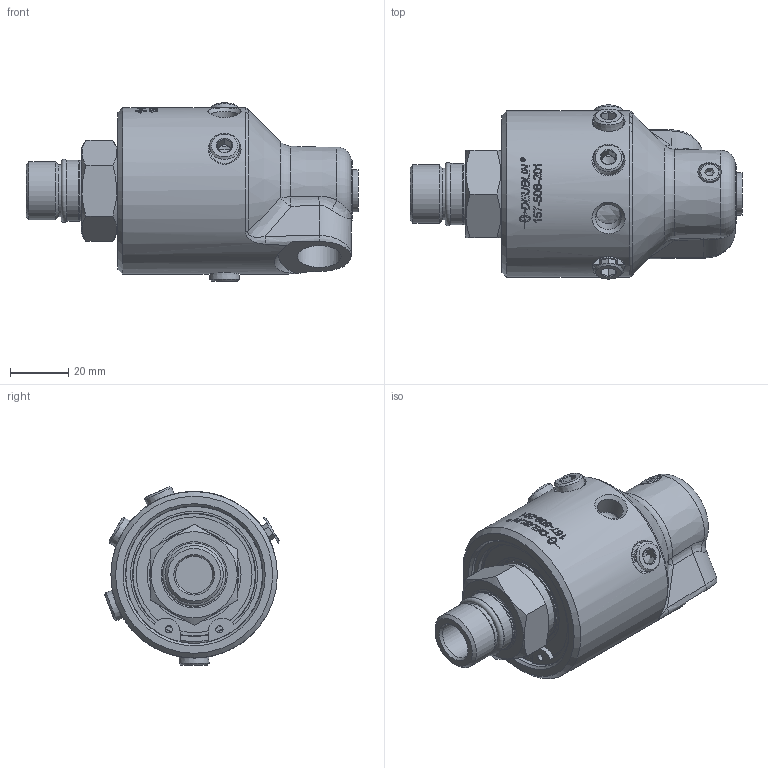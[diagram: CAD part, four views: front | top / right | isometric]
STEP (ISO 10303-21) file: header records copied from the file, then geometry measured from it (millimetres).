
FILE_DESCRIPTION(/* description */ (''),/* implementation_level */ '2;1');
FILE_NAME(/* name */ '157-508-201-IC.stp',/* time_stamp */ '2021-12-27T07:51:53+01:00',/* author */ ('mskipas'),/* organization */ (''),/* preprocessor_version */ 'ST-DEVELOPER v18.1',/* originating_system */ 'Autodesk Inventor 2022',/* authorisation */ '');
FILE_SCHEMA (('AUTOMOTIVE_DESIGN { 1 0 10303 214 3 1 1 }'));
Length unit declared in the file: millimetre
Products named in the file (1): 157-508-201-IC
Bounding box: 113.66 x 59.67 x 61.16 mm (x, y, z)
Volume: 157739.5 mm3; surface area: 31901.9 mm2
Topology: 2 solids, 5 shells, 637 faces, 1638 edges, 1068 vertices
Faces by surface type: bspline 255, plane 186, cylinder 104, cone 73, torus 15, sphere 4
Full cylindrical faces by diameter (mm): 2.48 x2, 3.1 x2, 4 x2, 6.3 x5, 7 x1, 8 x1, 8.917 x6, 10.1 x1, 12.7 x1, 14.5 x1, 14.95 x2, 17.7 x2, 20 x1, 20.8 x1, 21 x1, 27.9 x1, 30.491 x1, 32.1 x1, 39.65 x1, 40.7 x1, 41.9 x1, 42.2 x1, 47 x1, 47.07 x2, 50.75 x1, 57 x1
Entity records: 26655 total; most frequent: CARTESIAN_POINT 12716, ORIENTED_EDGE 3258, DIRECTION 2046, EDGE_CURVE 1629, VERTEX_POINT 1068, AXIS2_PLACEMENT_3D 758, EDGE_LOOP 713, B_SPLINE_CURVE_WITH_KNOTS 639
